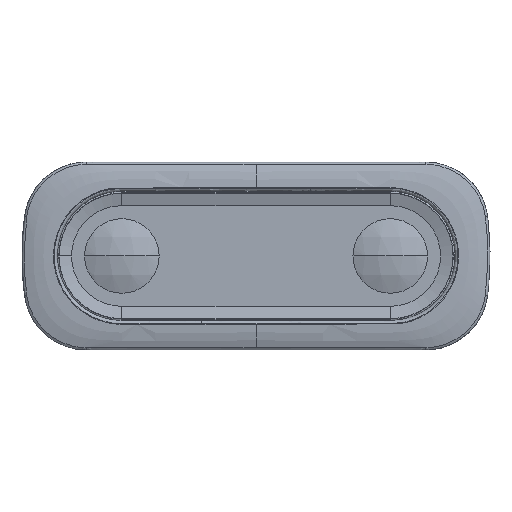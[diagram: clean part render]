
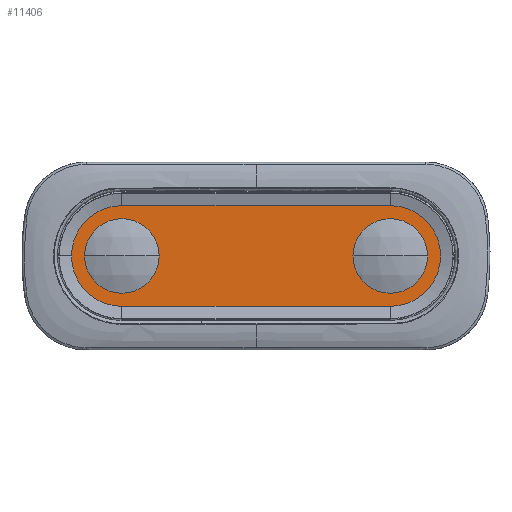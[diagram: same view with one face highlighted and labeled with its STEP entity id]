
A CAD part, top view. The second image highlights one B-rep face of the part: STEP entity #11406.
In plain terms, the highlighted planar face has unit normal (0, 0, 1).
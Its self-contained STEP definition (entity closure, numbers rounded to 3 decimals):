
#232 = EDGE_CURVE ( 'NONE', #5566, #14165, #21116, .T. ) ;
#687 = ORIENTED_EDGE ( 'NONE', *, *, #21737, .T. ) ;
#765 = DIRECTION ( 'NONE',  ( -1., 0., 0. ) ) ;
#1167 = DIRECTION ( 'NONE',  ( 1., 0., 0. ) ) ;
#1595 = AXIS2_PLACEMENT_3D ( 'NONE', #22645, #7605, #26913 ) ;
#1968 = DIRECTION ( 'NONE',  ( 1., 0., 0. ) ) ;
#2466 = CIRCLE ( 'NONE', #12205, 6. ) ;
#2705 = ORIENTED_EDGE ( 'NONE', *, *, #26417, .T. ) ;
#3047 = CIRCLE ( 'NONE', #1595, 6. ) ;
#3238 = AXIS2_PLACEMENT_3D ( 'NONE', #11798, #26330, #19938 ) ;
#3340 = ORIENTED_EDGE ( 'NONE', *, *, #13041, .F. ) ;
#3425 = VECTOR ( 'NONE', #16185, 1000. ) ;
#4225 = PLANE ( 'NONE',  #13163 ) ;
#4326 = CARTESIAN_POINT ( 'NONE',  ( -21.6, 0., -1. ) ) ;
#4488 = CARTESIAN_POINT ( 'NONE',  ( -15.6, 0., -1. ) ) ;
#4505 = VERTEX_POINT ( 'NONE', #23246 ) ;
#4801 = CARTESIAN_POINT ( 'NONE',  ( -21.6, 0., -1. ) ) ;
#5089 = LINE ( 'NONE', #27353, #15706 ) ;
#5566 = VERTEX_POINT ( 'NONE', #13290 ) ;
#5995 = ORIENTED_EDGE ( 'NONE', *, *, #7905, .F. ) ;
#6163 = EDGE_LOOP ( 'NONE', ( #18282, #20478, #21632, #3340, #2705 ) ) ;
#7227 = VERTEX_POINT ( 'NONE', #16910 ) ;
#7402 = AXIS2_PLACEMENT_3D ( 'NONE', #26643, #24433, #1167 ) ;
#7605 = DIRECTION ( 'NONE',  ( 0., 0., 1. ) ) ;
#7905 = EDGE_CURVE ( 'NONE', #4505, #11961, #9726, .T. ) ;
#8126 = VERTEX_POINT ( 'NONE', #15911 ) ;
#8205 = EDGE_CURVE ( 'NONE', #14165, #13698, #14366, .T. ) ;
#8362 = CARTESIAN_POINT ( 'NONE',  ( 21.6, -8.1, -1. ) ) ;
#8501 = CIRCLE ( 'NONE', #3238, 8.1 ) ;
#8552 = AXIS2_PLACEMENT_3D ( 'NONE', #4326, #18926, #21066 ) ;
#9178 = AXIS2_PLACEMENT_3D ( 'NONE', #4801, #10914, #765 ) ;
#9428 = VERTEX_POINT ( 'NONE', #21918 ) ;
#9726 = CIRCLE ( 'NONE', #9178, 6. ) ;
#10828 = VERTEX_POINT ( 'NONE', #8362 ) ;
#10860 = EDGE_CURVE ( 'NONE', #13698, #10828, #18021, .T. ) ;
#10914 = DIRECTION ( 'NONE',  ( 0., 0., 1. ) ) ;
#11406 = ADVANCED_FACE ( 'NONE', ( #12612, #20300, #26608 ), #4225, .F. ) ;
#11798 = CARTESIAN_POINT ( 'NONE',  ( -21.6, 0., -1. ) ) ;
#11818 = CARTESIAN_POINT ( 'NONE',  ( 21.6, 8.1, -1. ) ) ;
#11961 = VERTEX_POINT ( 'NONE', #4488 ) ;
#12205 = AXIS2_PLACEMENT_3D ( 'NONE', #20825, #22862, #27035 ) ;
#12612 = FACE_BOUND ( 'NONE', #15747, .T. ) ;
#13041 = EDGE_CURVE ( 'NONE', #8126, #5566, #8501, .T. ) ;
#13160 = DIRECTION ( 'NONE',  ( 0., 0., -1. ) ) ;
#13163 = AXIS2_PLACEMENT_3D ( 'NONE', #14700, #21308, #25410 ) ;
#13290 = CARTESIAN_POINT ( 'NONE',  ( -29.7, 0., -1. ) ) ;
#13698 = VERTEX_POINT ( 'NONE', #11818 ) ;
#14165 = VERTEX_POINT ( 'NONE', #26040 ) ;
#14366 = LINE ( 'NONE', #20493, #3425 ) ;
#14700 = CARTESIAN_POINT ( 'NONE',  ( -21.6, 0., -1. ) ) ;
#14940 = CARTESIAN_POINT ( 'NONE',  ( 21.6, 0., -1. ) ) ;
#15706 = VECTOR ( 'NONE', #1968, 1000. ) ;
#15747 = EDGE_LOOP ( 'NONE', ( #22776, #687 ) ) ;
#15911 = CARTESIAN_POINT ( 'NONE',  ( -21.6, -8.1, -1. ) ) ;
#16185 = DIRECTION ( 'NONE',  ( 1., 0., 0. ) ) ;
#16839 = EDGE_CURVE ( 'NONE', #7227, #9428, #2466, .T. ) ;
#16910 = CARTESIAN_POINT ( 'NONE',  ( 27.6, 0., -1. ) ) ;
#18021 = CIRCLE ( 'NONE', #22061, 8.1 ) ;
#18282 = ORIENTED_EDGE ( 'NONE', *, *, #10860, .F. ) ;
#18926 = DIRECTION ( 'NONE',  ( 0., 0., -1. ) ) ;
#19938 = DIRECTION ( 'NONE',  ( 1., 0., 0. ) ) ;
#20036 = CIRCLE ( 'NONE', #7402, 6. ) ;
#20300 = FACE_BOUND ( 'NONE', #24495, .T. ) ;
#20478 = ORIENTED_EDGE ( 'NONE', *, *, #8205, .F. ) ;
#20493 = CARTESIAN_POINT ( 'NONE',  ( -21.6, 8.1, -1. ) ) ;
#20825 = CARTESIAN_POINT ( 'NONE',  ( 21.6, 0., -1. ) ) ;
#21066 = DIRECTION ( 'NONE',  ( 1., 0., 0. ) ) ;
#21116 = CIRCLE ( 'NONE', #8552, 8.1 ) ;
#21308 = DIRECTION ( 'NONE',  ( 0., 0., -1. ) ) ;
#21632 = ORIENTED_EDGE ( 'NONE', *, *, #232, .F. ) ;
#21737 = EDGE_CURVE ( 'NONE', #9428, #7227, #20036, .T. ) ;
#21918 = CARTESIAN_POINT ( 'NONE',  ( 15.6, 0., -1. ) ) ;
#22061 = AXIS2_PLACEMENT_3D ( 'NONE', #14940, #13160, #23415 ) ;
#22645 = CARTESIAN_POINT ( 'NONE',  ( -21.6, 0., -1. ) ) ;
#22776 = ORIENTED_EDGE ( 'NONE', *, *, #16839, .T. ) ;
#22862 = DIRECTION ( 'NONE',  ( 0., 0., -1. ) ) ;
#23246 = CARTESIAN_POINT ( 'NONE',  ( -27.6, 0., -1. ) ) ;
#23415 = DIRECTION ( 'NONE',  ( 1., 0., 0. ) ) ;
#24433 = DIRECTION ( 'NONE',  ( 0., 0., -1. ) ) ;
#24495 = EDGE_LOOP ( 'NONE', ( #5995, #26470 ) ) ;
#25083 = EDGE_CURVE ( 'NONE', #11961, #4505, #3047, .T. ) ;
#25410 = DIRECTION ( 'NONE',  ( 1., 0., 0. ) ) ;
#26040 = CARTESIAN_POINT ( 'NONE',  ( -21.6, 8.1, -1. ) ) ;
#26330 = DIRECTION ( 'NONE',  ( 0., 0., -1. ) ) ;
#26417 = EDGE_CURVE ( 'NONE', #8126, #10828, #5089, .T. ) ;
#26470 = ORIENTED_EDGE ( 'NONE', *, *, #25083, .F. ) ;
#26608 = FACE_OUTER_BOUND ( 'NONE', #6163, .T. ) ;
#26643 = CARTESIAN_POINT ( 'NONE',  ( 21.6, 0., -1. ) ) ;
#26913 = DIRECTION ( 'NONE',  ( -1., 0., 0. ) ) ;
#27035 = DIRECTION ( 'NONE',  ( 1., 0., 0. ) ) ;
#27353 = CARTESIAN_POINT ( 'NONE',  ( -21.6, -8.1, -1. ) ) ;
